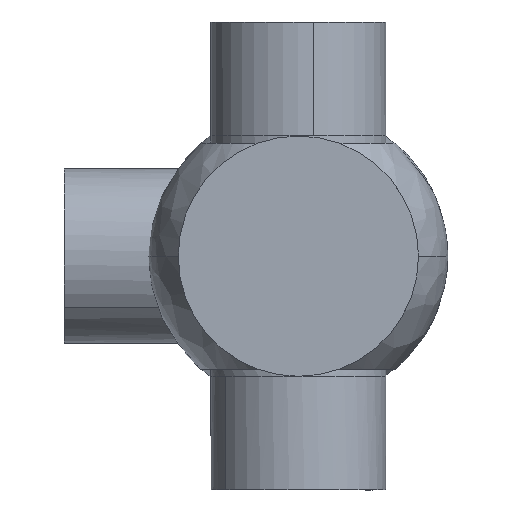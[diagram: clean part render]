
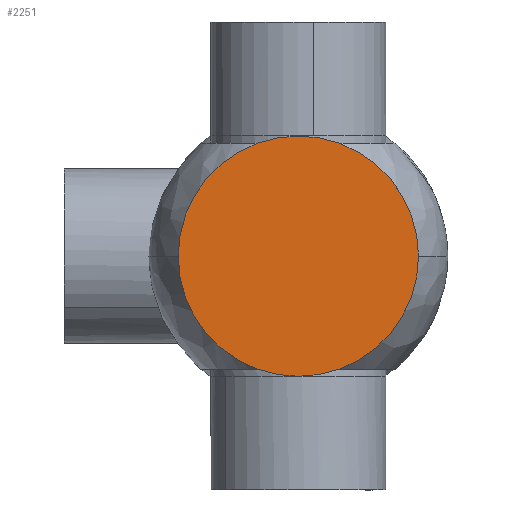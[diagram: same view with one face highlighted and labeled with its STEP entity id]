
A CAD part, front view. The second image highlights one B-rep face of the part: STEP entity #2251.
In plain terms, the highlighted planar face has unit normal (0, -1, 0).
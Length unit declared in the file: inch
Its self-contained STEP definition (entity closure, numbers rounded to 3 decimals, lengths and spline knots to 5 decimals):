
#92 = DIRECTION ( 'NONE',  ( 0., 0., 1. ) ) ;
#180 = CIRCLE ( 'NONE', #1828, 2.06 ) ;
#202 = PLANE ( 'NONE',  #1492 ) ;
#445 = VERTEX_POINT ( 'NONE', #3230 ) ;
#479 = CARTESIAN_POINT ( 'NONE',  ( -2.06, 0., 0. ) ) ;
#612 = CARTESIAN_POINT ( 'NONE',  ( 0., 0., 0. ) ) ;
#643 = EDGE_CURVE ( 'NONE', #2726, #445, #1109, .T. ) ;
#888 = DIRECTION ( 'NONE',  ( 0., 0., 1. ) ) ;
#909 = EDGE_LOOP ( 'NONE', ( #2456, #1613 ) ) ;
#972 = FACE_OUTER_BOUND ( 'NONE', #909, .T. ) ;
#1057 = DIRECTION ( 'NONE',  ( 0., 0., -1. ) ) ;
#1109 = CIRCLE ( 'NONE', #2284, 2.06 ) ;
#1492 = AXIS2_PLACEMENT_3D ( 'NONE', #479, #2747, #1057 ) ;
#1606 = EDGE_CURVE ( 'NONE', #445, #2726, #180, .T. ) ;
#1613 = ORIENTED_EDGE ( 'NONE', *, *, #1606, .F. ) ;
#1781 = DIRECTION ( 'NONE',  ( 0., 1., 0. ) ) ;
#1828 = AXIS2_PLACEMENT_3D ( 'NONE', #3498, #1781, #92 ) ;
#2251 = ADVANCED_FACE ( 'NONE', ( #972 ), #202, .T. ) ;
#2284 = AXIS2_PLACEMENT_3D ( 'NONE', #612, #2575, #888 ) ;
#2456 = ORIENTED_EDGE ( 'NONE', *, *, #643, .F. ) ;
#2575 = DIRECTION ( 'NONE',  ( 0., 1., 0. ) ) ;
#2726 = VERTEX_POINT ( 'NONE', #3242 ) ;
#2747 = DIRECTION ( 'NONE',  ( 0., -1., 0. ) ) ;
#3230 = CARTESIAN_POINT ( 'NONE',  ( 0., 0., -2.06 ) ) ;
#3242 = CARTESIAN_POINT ( 'NONE',  ( 0., 0., 2.06 ) ) ;
#3498 = CARTESIAN_POINT ( 'NONE',  ( 0., 0., 0. ) ) ;
